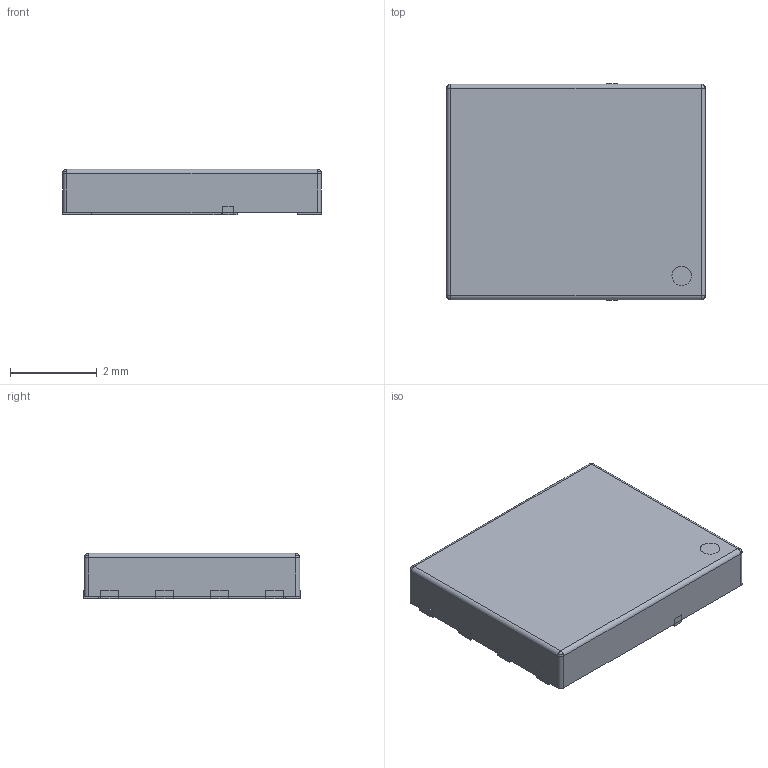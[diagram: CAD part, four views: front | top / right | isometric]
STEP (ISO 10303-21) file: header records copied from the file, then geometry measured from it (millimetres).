
FILE_DESCRIPTION (( 'STEP AP214' ), '1' );
FILE_NAME ('CSD18540Q5B.STEP', '2023-09-05T04:57:47', ( '' ), ( '' ), 'SwSTEP 2.0', 'SolidWorks 2022', '' );
FILE_SCHEMA (( 'AUTOMOTIVE_DESIGN' ));
Length unit declared in the file: millimetre
Products named in the file (7): Open CASCADE STEP translator 6.8 2_3; Open CASCADE STEP translator 6.8 2; Open CASCADE STEP translator 6.8 2_5; Open CASCADE STEP translator 6.8 2_4; Open CASCADE STEP translator 6.8 1; CSD18540Q5B; Open CASCADE STEP translator 6.8 2_2
Assembly tree (6 placements, depth 2):
  CSD18540Q5B
    Open CASCADE STEP translator 6.8 2
    Open CASCADE STEP translator 6.8 2_2
    Open CASCADE STEP translator 6.8 2_3
    Open CASCADE STEP translator 6.8 2_4
    Open CASCADE STEP translator 6.8 2_5
    Open CASCADE STEP translator 6.8 1
Bounding box: 6 x 5 x 1.05 mm (x, y, z)
Surface area: 118.7 mm2
Topology: 6 solids, 6 shells, 83 faces, 212 edges, 134 vertices
Faces by surface type: plane 66, cylinder 9, bspline 8
Entity records: 2819 total; most frequent: CARTESIAN_POINT 564, ORIENTED_EDGE 408, DIRECTION 404, EDGE_CURVE 204, LINE 168, VECTOR 168, VERTEX_POINT 134, AXIS2_PLACEMENT_3D 118
